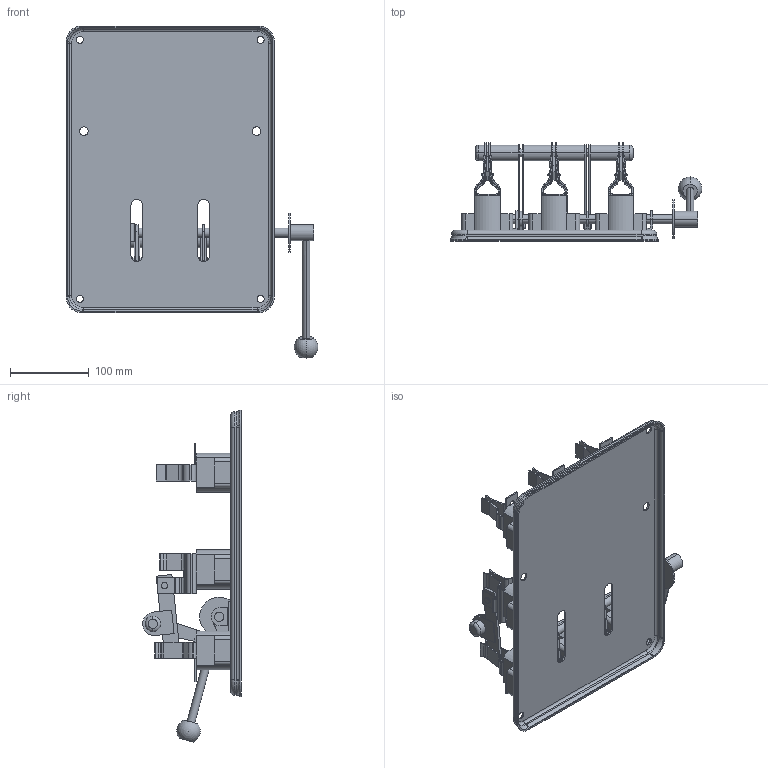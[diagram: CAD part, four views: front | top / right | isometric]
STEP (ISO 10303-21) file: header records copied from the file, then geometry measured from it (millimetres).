
FILE_DESCRIPTION (( 'STEP AP203' ), '1' );
FILE_NAME ('Ðàçúåäèíèòåëü ÐÏÁ-1 100À Ï ïðàâûé ïðèâîä, áåç ÏÏÍ (rpb-100).STEP', '2018-09-04T06:55:14', ( '' ), ( '' ), 'SwSTEP 2.0', 'SolidWorks 2017', '' );
FILE_SCHEMA (( 'CONFIG_CONTROL_DESIGN' ));
Length unit declared in the file: millimetre
Products named in the file (1): Ðàçúåäèíèòåëü ÐÏÁ-1 100À Ï ïðàâûé ïðèâîä, áåç ÏÏÍ (rpb-100)
Bounding box: 320.45 x 125.39 x 422.7 mm (x, y, z)
Volume: 1272933.1 mm3; surface area: 445635.7 mm2
Topology: 33 solids, 33 shells, 1356 faces, 3173 edges, 1901 vertices
Faces by surface type: plane 871, cylinder 447, bspline 24, torus 12, sphere 2
Entity records: 39221 total; most frequent: CARTESIAN_POINT 7730, DIRECTION 6739, ORIENTED_EDGE 6336, EDGE_CURVE 3168, AXIS2_PLACEMENT_3D 2286, LINE 2167, VECTOR 2167, VERTEX_POINT 1898
